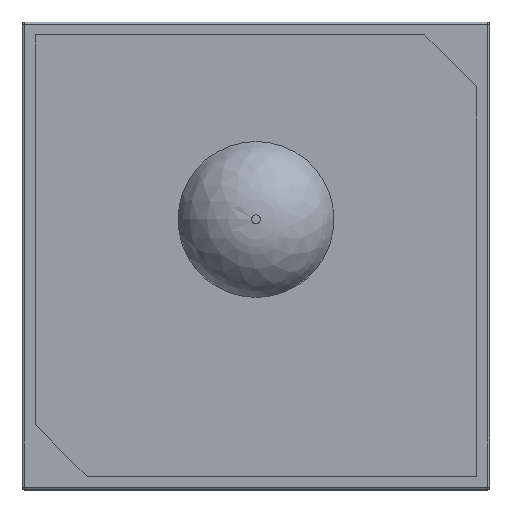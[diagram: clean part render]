
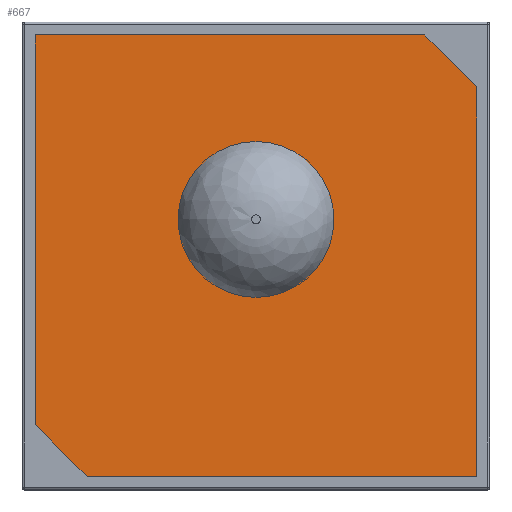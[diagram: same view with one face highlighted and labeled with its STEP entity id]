
A CAD part, top view. The second image highlights one B-rep face of the part: STEP entity #667.
In plain terms, the highlighted planar face has unit normal (0, 0, 1).
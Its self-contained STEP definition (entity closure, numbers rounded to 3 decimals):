
#48=PLANE('',#762);
#90=LINE('',#1156,#146);
#93=LINE('',#1162,#149);
#96=LINE('',#1168,#152);
#99=LINE('',#1174,#155);
#102=LINE('',#1180,#158);
#105=LINE('',#1184,#161);
#146=VECTOR('',#946,10.);
#149=VECTOR('',#951,10.);
#152=VECTOR('',#956,10.);
#155=VECTOR('',#961,10.);
#158=VECTOR('',#966,10.);
#161=VECTOR('',#971,10.);
#221=FACE_OUTER_BOUND('',#270,.T.);
#270=EDGE_LOOP('',(#602,#603,#604,#605,#606,#607));
#343=VERTEX_POINT('',#1153);
#344=VERTEX_POINT('',#1155);
#346=VERTEX_POINT('',#1161);
#348=VERTEX_POINT('',#1167);
#350=VERTEX_POINT('',#1173);
#352=VERTEX_POINT('',#1179);
#424=EDGE_CURVE('',#344,#343,#90,.T.);
#427=EDGE_CURVE('',#346,#344,#93,.T.);
#430=EDGE_CURVE('',#348,#346,#96,.T.);
#433=EDGE_CURVE('',#350,#348,#99,.T.);
#436=EDGE_CURVE('',#352,#350,#102,.T.);
#439=EDGE_CURVE('',#343,#352,#105,.T.);
#602=ORIENTED_EDGE('',*,*,#439,.T.);
#603=ORIENTED_EDGE('',*,*,#436,.T.);
#604=ORIENTED_EDGE('',*,*,#433,.T.);
#605=ORIENTED_EDGE('',*,*,#430,.T.);
#606=ORIENTED_EDGE('',*,*,#427,.T.);
#607=ORIENTED_EDGE('',*,*,#424,.T.);
#667=ADVANCED_FACE('',(#221),#48,.T.);
#762=AXIS2_PLACEMENT_3D('',#1185,#972,#973);
#946=DIRECTION('',(0.,-1.,0.));
#951=DIRECTION('',(-1.,0.,0.));
#956=DIRECTION('',(-0.707,0.707,0.));
#961=DIRECTION('',(0.,1.,0.));
#966=DIRECTION('',(1.,0.,0.));
#971=DIRECTION('',(0.707,-0.707,0.));
#972=DIRECTION('center_axis',(0.,0.,1.));
#973=DIRECTION('ref_axis',(1.,0.,0.));
#1153=CARTESIAN_POINT('',(-4.25,-3.25,4.02));
#1155=CARTESIAN_POINT('',(-4.25,4.25,4.02));
#1156=CARTESIAN_POINT('',(-4.25,-3.25,4.02));
#1161=CARTESIAN_POINT('',(3.25,4.25,4.02));
#1162=CARTESIAN_POINT('',(-4.25,4.25,4.02));
#1167=CARTESIAN_POINT('',(4.25,3.25,4.02));
#1168=CARTESIAN_POINT('',(3.25,4.25,4.02));
#1173=CARTESIAN_POINT('',(4.25,-4.25,4.02));
#1174=CARTESIAN_POINT('',(4.25,3.25,4.02));
#1179=CARTESIAN_POINT('',(-3.25,-4.25,4.02));
#1180=CARTESIAN_POINT('',(4.25,-4.25,4.02));
#1184=CARTESIAN_POINT('',(-4.25,-3.25,4.02));
#1185=CARTESIAN_POINT('Origin',(0.,0.,4.02));
